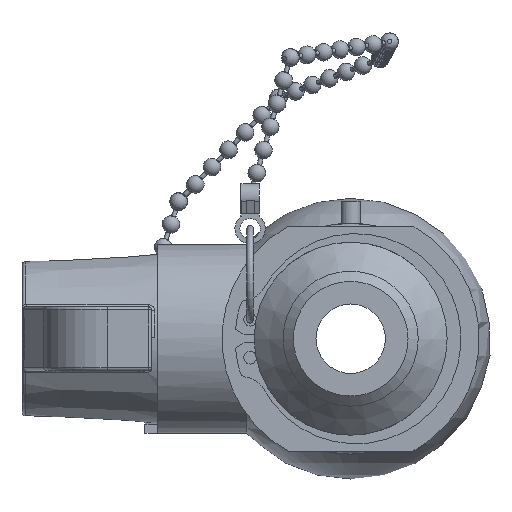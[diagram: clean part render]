
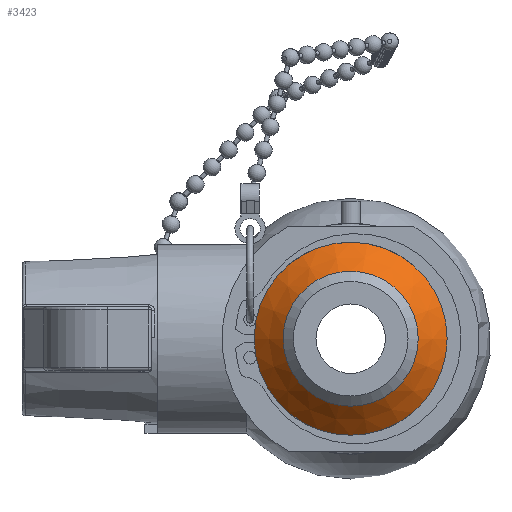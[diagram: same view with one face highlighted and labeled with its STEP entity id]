
A CAD part, left-side view. The second image highlights one B-rep face of the part: STEP entity #3423.
In plain terms, the highlighted conical face has half-angle 45 degrees and reference radius 16.192 mm.
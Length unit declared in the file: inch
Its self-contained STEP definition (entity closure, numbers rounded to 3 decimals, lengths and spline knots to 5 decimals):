
#157=CONICAL_SURFACE('',#4001,0.6375,0.785);
#612=FACE_OUTER_BOUND('',#837,.T.);
#837=EDGE_LOOP('',(#2885,#2886,#2887,#2888));
#1025=LINE('',#6807,#1206);
#1206=VECTOR('',#4809,0.6375);
#1427=CIRCLE('',#3993,0.75);
#1431=CIRCLE('',#4000,0.525);
#1698=VERTEX_POINT('',#6790);
#1702=VERTEX_POINT('',#6803);
#2108=EDGE_CURVE('',#1698,#1698,#1427,.T.);
#2113=EDGE_CURVE('',#1702,#1702,#1431,.T.);
#2115=EDGE_CURVE('',#1698,#1702,#1025,.T.);
#2885=ORIENTED_EDGE('',*,*,#2108,.F.);
#2886=ORIENTED_EDGE('',*,*,#2115,.T.);
#2887=ORIENTED_EDGE('',*,*,#2113,.T.);
#2888=ORIENTED_EDGE('',*,*,#2115,.F.);
#3423=ADVANCED_FACE('',(#612),#157,.T.);
#3993=AXIS2_PLACEMENT_3D('',#6792,#4789,#4790);
#4000=AXIS2_PLACEMENT_3D('',#6804,#4804,#4805);
#4001=AXIS2_PLACEMENT_3D('',#6806,#4807,#4808);
#4789=DIRECTION('center_axis',(1.,0.,0.));
#4790=DIRECTION('ref_axis',(0.,1.,0.));
#4804=DIRECTION('center_axis',(1.,0.,0.));
#4805=DIRECTION('ref_axis',(0.,1.,0.));
#4807=DIRECTION('center_axis',(1.,0.,0.));
#4808=DIRECTION('ref_axis',(0.,1.,0.));
#4809=DIRECTION('',(-0.707,0.707,0.));
#6790=CARTESIAN_POINT('',(1.025,-0.75,0.));
#6792=CARTESIAN_POINT('Origin',(1.025,0.,0.));
#6803=CARTESIAN_POINT('',(0.8,-0.525,0.));
#6804=CARTESIAN_POINT('Origin',(0.8,0.,0.));
#6806=CARTESIAN_POINT('Origin',(0.9125,0.,0.));
#6807=CARTESIAN_POINT('',(0.9125,-0.6375,0.));
